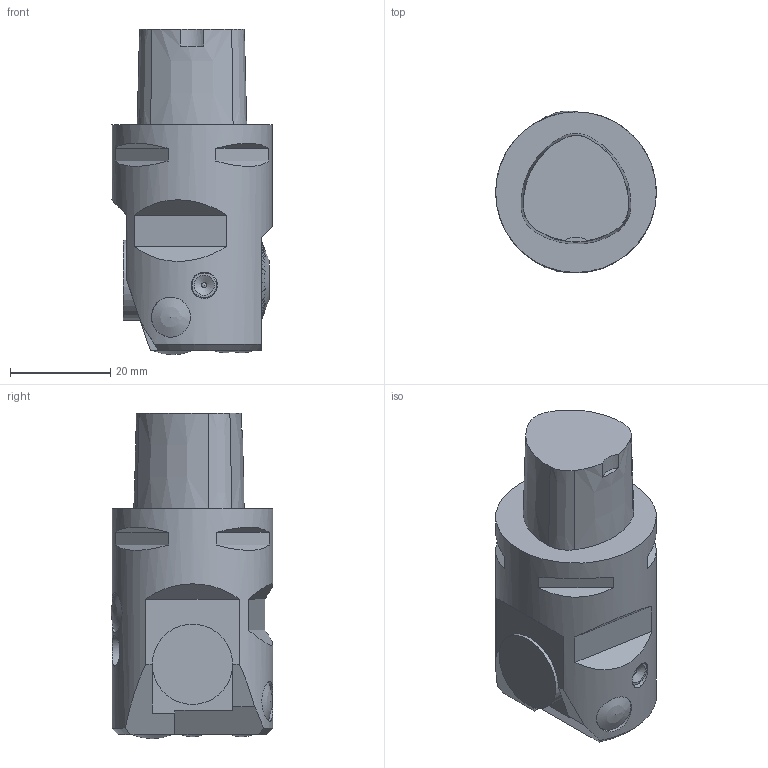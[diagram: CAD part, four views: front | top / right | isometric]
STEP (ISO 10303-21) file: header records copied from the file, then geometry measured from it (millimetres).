
FILE_DESCRIPTION(/* description */ (''),/* implementation_level */ '2;1');
FILE_NAME(/* name */ '1559653882414.stp',/* time_stamp */ '2019-06-04T15:11:26+02:00',/* author */ (''),/* organization */ ('SMS'),/* preprocessor_version */ 'ST-DEVELOPER v15',/* originating_system */ 'SIEMENS PLM Software NX 8.5',/* authorisation */ '');
FILE_SCHEMA (('AUTOMOTIVE_DESIGN { 1 0 10303 214 3 1 1 1 }'));
Length unit declared in the file: millimetre
Products named in the file (1): 111165912mod000_01
Bounding box: 32 x 32.18 x 64.84 mm (x, y, z)
Volume: 4084.9 mm3; surface area: 10279.3 mm2
Topology: 9 solids, 10 shells, 375 faces, 1058 edges, 709 vertices
Faces by surface type: plane 268, cone 67, cylinder 26, sphere 14
Full cylindrical faces by diameter (mm): 2 x1, 3.6 x1, 5.015 x3, 5.2 x1, 5.25 x1, 6 x1, 6.1 x1, 7.7 x2, 8 x1, 8.015 x1, 8.018 x1, 16 x2, 32 x1
Entity records: 12074 total; most frequent: CARTESIAN_POINT 3100, ORIENTED_EDGE 1948, DIRECTION 1655, EDGE_CURVE 974, VERTEX_POINT 664, AXIS2_PLACEMENT_3D 577, LINE 501, VECTOR 501
